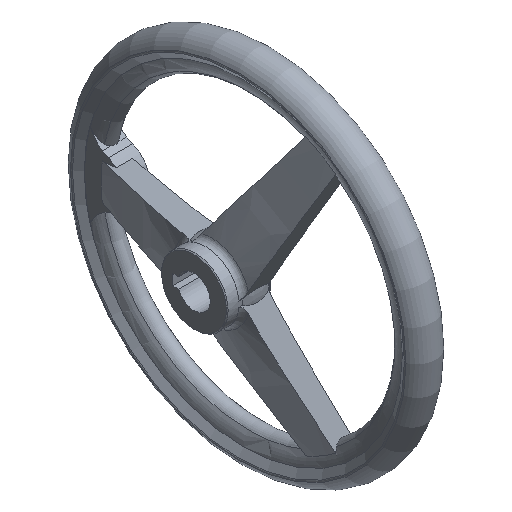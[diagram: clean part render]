
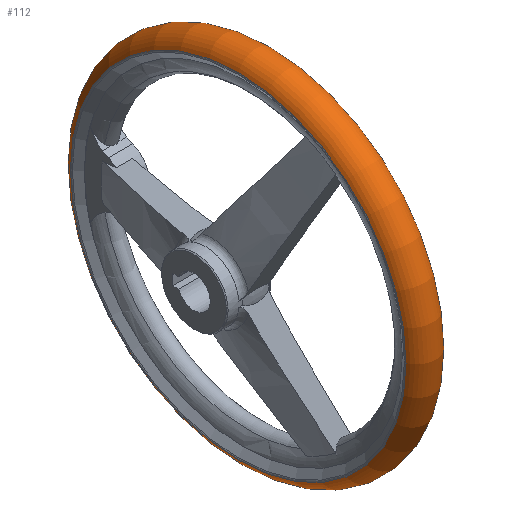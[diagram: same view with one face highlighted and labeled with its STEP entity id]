
A CAD part, isometric view. The second image highlights one B-rep face of the part: STEP entity #112.
In plain terms, the highlighted toroidal (fillet/blend) face has major radius 89.32 mm and minor radius 10.7 mm.
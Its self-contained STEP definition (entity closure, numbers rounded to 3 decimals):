
#112 = ADVANCED_FACE( '', ( #219, #220, #221 ), #222, .T. );
#219 = FACE_BOUND( '', #362, .T. );
#220 = FACE_OUTER_BOUND( '', #363, .T. );
#221 = FACE_OUTER_BOUND( '', #364, .T. );
#222 = TOROIDAL_SURFACE( '', #365, 89.32, 10.7 );
#362 = VERTEX_LOOP( '', #827 );
#363 = EDGE_LOOP( '', ( #828 ) );
#364 = EDGE_LOOP( '', ( #829 ) );
#365 = AXIS2_PLACEMENT_3D( '', #830, #831, #832 );
#827 = VERTEX_POINT( '', #1201 );
#828 = ORIENTED_EDGE( '', *, *, #1202, .T. );
#829 = ORIENTED_EDGE( '', *, *, #1203, .F. );
#830 = CARTESIAN_POINT( '', ( 34.5, 0., 0. ) );
#831 = DIRECTION( '', ( 1., 0., 0. ) );
#832 = DIRECTION( '', ( 0., 0., -1. ) );
#1201 = CARTESIAN_POINT( '', ( 34.5, 0., -100.02 ) );
#1202 = EDGE_CURVE( '', #1500, #1500, #1501, .T. );
#1203 = EDGE_CURVE( '', #1502, #1502, #1503, .T. );
#1500 = VERTEX_POINT( '', #2438 );
#1501 = CIRCLE( '', #2439, 93.35 );
#1502 = VERTEX_POINT( '', #2440 );
#1503 = CIRCLE( '', #2441, 93.35 );
#2438 = CARTESIAN_POINT( '', ( 24.588, 0., -93.35 ) );
#2439 = AXIS2_PLACEMENT_3D( '', #2789, #2790, #2791 );
#2440 = CARTESIAN_POINT( '', ( 44.412, 0., -93.35 ) );
#2441 = AXIS2_PLACEMENT_3D( '', #2792, #2793, #2794 );
#2789 = CARTESIAN_POINT( '', ( 24.588, 0., 0. ) );
#2790 = DIRECTION( '', ( 1., 0., 0. ) );
#2791 = DIRECTION( '', ( 0., 0., -1. ) );
#2792 = CARTESIAN_POINT( '', ( 44.412, 0., 0. ) );
#2793 = DIRECTION( '', ( 1., 0., 0. ) );
#2794 = DIRECTION( '', ( 0., 0., -1. ) );
